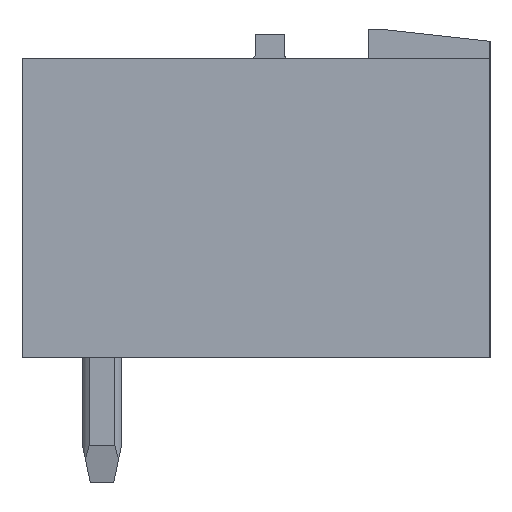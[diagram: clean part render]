
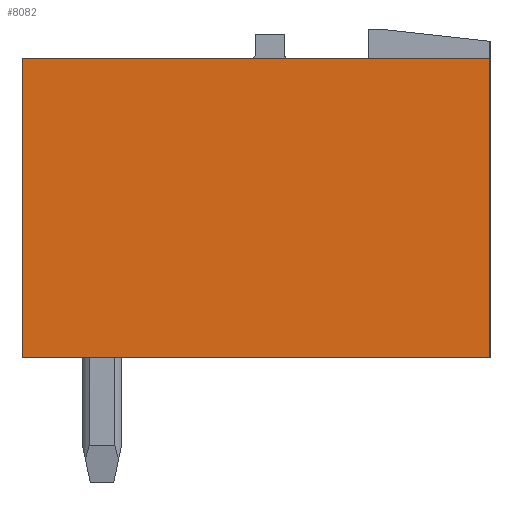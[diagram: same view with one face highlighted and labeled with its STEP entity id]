
A CAD part, left-side view. The second image highlights one B-rep face of the part: STEP entity #8082.
In plain terms, the highlighted planar face has unit normal (-1, 0, 0).
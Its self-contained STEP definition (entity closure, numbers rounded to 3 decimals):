
#8074=AXIS2_PLACEMENT_3D('Plane Axis2P3D',#8071,#8072,#8073) ;
#501=CARTESIAN_POINT('Vertex',(0.,12.,10.88)) ;
#504=CARTESIAN_POINT('Line Origine',(0.,6.,10.88)) ;
#508=CARTESIAN_POINT('Vertex',(0.,0.,10.88)) ;
#782=CARTESIAN_POINT('Vertex',(0.,12.,3.2)) ;
#785=CARTESIAN_POINT('Line Origine',(0.,12.,7.04)) ;
#813=CARTESIAN_POINT('Vertex',(0.,0.,3.2)) ;
#816=CARTESIAN_POINT('Line Origine',(0.,6.,3.2)) ;
#4307=CARTESIAN_POINT('Line Origine',(0.,0.,7.04)) ;
#8071=CARTESIAN_POINT('Axis2P3D Location',(0.,0.,0.)) ;
#505=DIRECTION('Vector Direction',(0.,1.,0.)) ;
#786=DIRECTION('Vector Direction',(0.,0.,1.)) ;
#817=DIRECTION('Vector Direction',(0.,1.,0.)) ;
#4308=DIRECTION('Vector Direction',(0.,0.,-1.)) ;
#8072=DIRECTION('Axis2P3D Direction',(-1.,0.,0.)) ;
#8073=DIRECTION('Axis2P3D XDirection',(0.,-1.,0.)) ;
#506=VECTOR('Line Direction',#505,1.) ;
#787=VECTOR('Line Direction',#786,1.) ;
#818=VECTOR('Line Direction',#817,1.) ;
#4309=VECTOR('Line Direction',#4308,1.) ;
#8077=ORIENTED_EDGE('',*,*,#4311,.T.) ;
#8078=ORIENTED_EDGE('',*,*,#510,.T.) ;
#8079=ORIENTED_EDGE('',*,*,#789,.T.) ;
#8080=ORIENTED_EDGE('',*,*,#820,.T.) ;
#8082=ADVANCED_FACE('Housing',(#8081),#8075,.T.) ;
#510=EDGE_CURVE('',#509,#502,#507,.T.) ;
#789=EDGE_CURVE('',#502,#783,#788,.F.) ;
#820=EDGE_CURVE('',#783,#814,#819,.F.) ;
#4311=EDGE_CURVE('',#814,#509,#4310,.F.) ;
#8076=EDGE_LOOP('',(#8077,#8078,#8079,#8080)) ;
#8081=FACE_OUTER_BOUND('',#8076,.T.) ;
#507=LINE('Line',#504,#506) ;
#788=LINE('Line',#785,#787) ;
#819=LINE('Line',#816,#818) ;
#4310=LINE('Line',#4307,#4309) ;
#8075=PLANE('',#8074) ;
#502=VERTEX_POINT('',#501) ;
#509=VERTEX_POINT('',#508) ;
#783=VERTEX_POINT('',#782) ;
#814=VERTEX_POINT('',#813) ;
